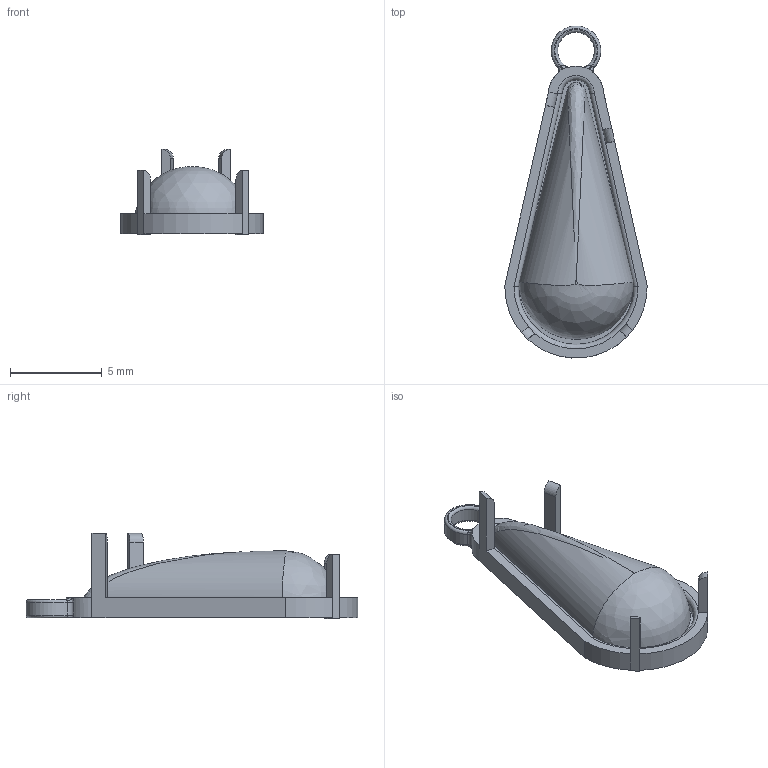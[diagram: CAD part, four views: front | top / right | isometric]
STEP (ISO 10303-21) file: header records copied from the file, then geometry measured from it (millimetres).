
FILE_DESCRIPTION(/* description */ (''),/* implementation_level */ '2;1');
FILE_NAME(/* name */ 'Earring Assembly v2.step',/* time_stamp */ '2021-04-09T10:23:18-07:00',/* author */ (''),/* organization */ (''),/* preprocessor_version */ 'ST-DEVELOPER v18.1',/* originating_system */ 'Autodesk Translation Framework v10.6.0.1341',/* authorisation */ '');
FILE_SCHEMA (('AUTOMOTIVE_DESIGN { 1 0 10303 214 3 1 1 }'));
Length unit declared in the file: millimetre
Products named in the file (3): Earring Assembly; RoughOpal; Opal_EarringHolder
Assembly tree (2 placements, depth 2):
  Earring Assembly
    RoughOpal
    Opal_EarringHolder
Bounding box: 7.75 x 18.06 x 4.64 mm (x, y, z)
Volume: 179.3 mm3; surface area: 378.6 mm2
Topology: 2 solids, 2 shells, 85 faces, 209 edges, 126 vertices
Faces by surface type: plane 37, cylinder 26, bspline 14, torus 8
Entity records: 3062 total; most frequent: CARTESIAN_POINT 1025, ORIENTED_EDGE 416, DIRECTION 393, EDGE_CURVE 208, AXIS2_PLACEMENT_3D 143, VERTEX_POINT 126, LINE 107, VECTOR 107
